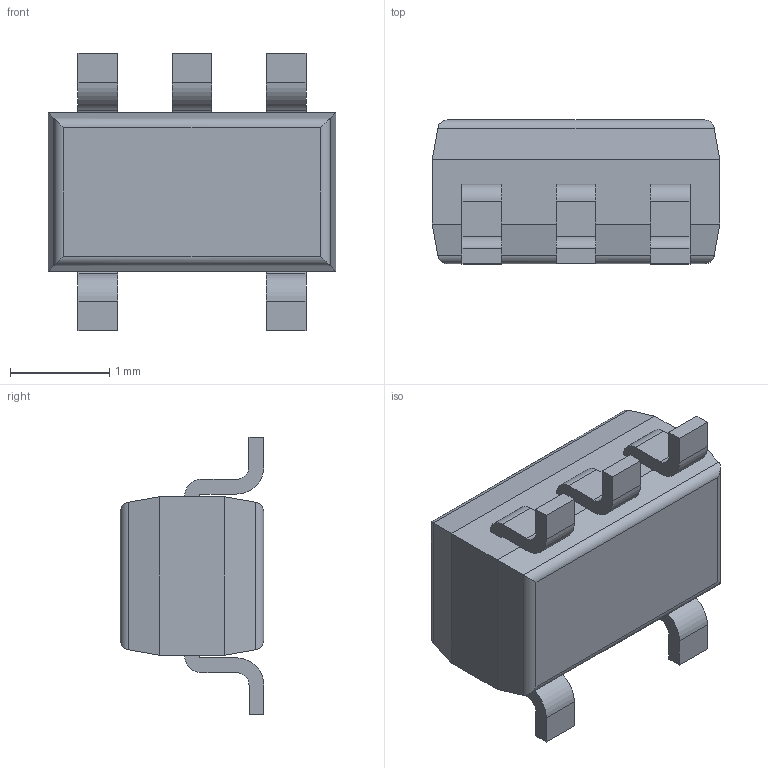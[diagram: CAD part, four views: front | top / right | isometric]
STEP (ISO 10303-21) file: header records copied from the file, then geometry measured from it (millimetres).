
FILE_DESCRIPTION (( 'STEP AP214' ), '1' );
FILE_NAME ( 'SOT23-5P95_280X145L45X40.STEP', '2019-02-24T22:17:05', ( '' ), ( '' ), 'Part was generated with the free Library Expert Lite available at www.PCBLibraries.com. Removing line will violate the End User License Agreement.', '©2017 PCB Libraries, Inc.', '' );
FILE_SCHEMA (( 'AUTOMOTIVE_DESIGN' ));
Length unit declared in the file: millimetre
Products named in the file (1): SOT23-5P95_280X145L45X40
Bounding box: 2.9 x 1.45 x 2.8 mm (x, y, z)
Volume: 6.8 mm3; surface area: 27.3 mm2
Topology: 6 solids, 6 shells, 92 faces, 224 edges, 144 vertices
Faces by surface type: plane 64, cylinder 28
Entity records: 2739 total; most frequent: CARTESIAN_POINT 485, ORIENTED_EDGE 448, DIRECTION 442, EDGE_CURVE 224, VECTOR 176, LINE 176, VERTEX_POINT 144, AXIS2_PLACEMENT_3D 133
